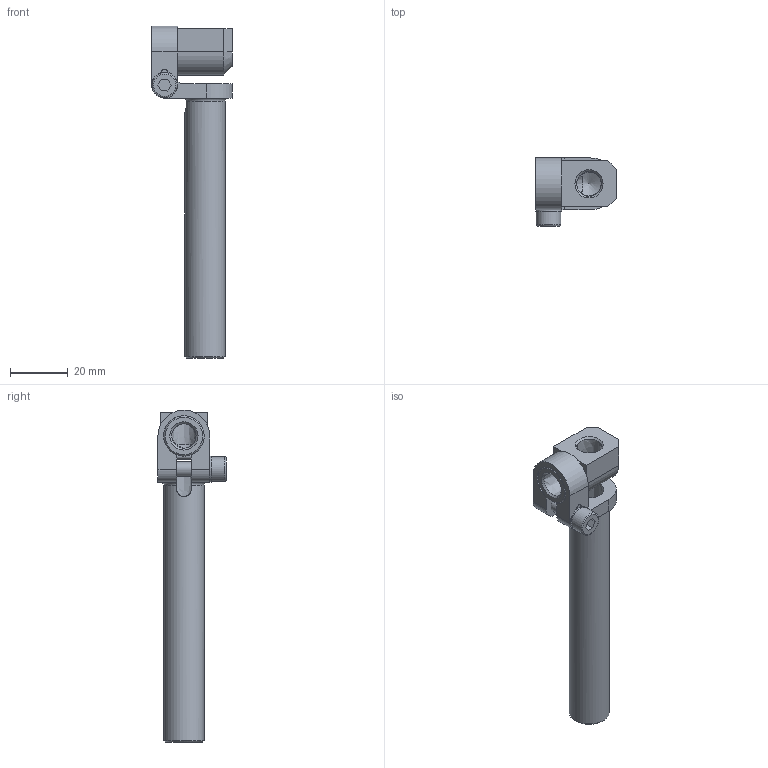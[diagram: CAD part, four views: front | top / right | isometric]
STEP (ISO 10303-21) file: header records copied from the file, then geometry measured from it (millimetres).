
FILE_DESCRIPTION((''),'2;1');
FILE_NAME('GR03.251.stp','2011-10-26T15:48:47',('RKob'),(''),'Autodesk Inventor 2010','Autodesk Inventor 2010','');
FILE_SCHEMA(('AUTOMOTIVE_DESIGN { 1 0 10303 214 1 1 1 1 }'));
Length unit declared in the file: millimetre
Products named in the file (6): GR03; GR02; Schnorr S5; DIN912-M5x16; DIN6325 2x14
Assembly tree (5 placements, depth 2):
  GR03
    GR02
    GR03
    Schnorr S5
    DIN912-M5x16
    DIN6325 2x14
Bounding box: 28 x 23.6 x 115 mm (x, y, z)
Volume: 13803.4 mm3; surface area: 12438.9 mm2
Topology: 5 solids, 5 shells, 69 faces, 173 edges, 111 vertices
Faces by surface type: plane 33, cylinder 14, bspline 13, cone 7, torus 2
Full cylindrical faces by diameter (mm): 2 x1, 5 x1, 5.3 x1, 8.5 x1, 9 x1, 13.95 x3
Entity records: 2336 total; most frequent: CARTESIAN_POINT 666, DIRECTION 320, ORIENTED_EDGE 276, EDGE_CURVE 138, AXIS2_PLACEMENT_3D 122, EDGE_LOOP 107, VERTEX_POINT 103, VECTOR 76
